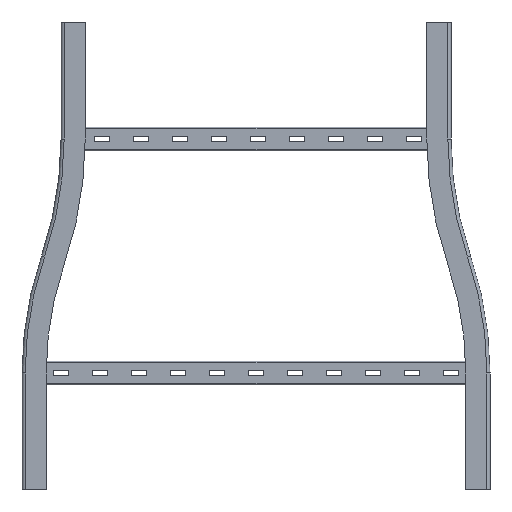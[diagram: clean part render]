
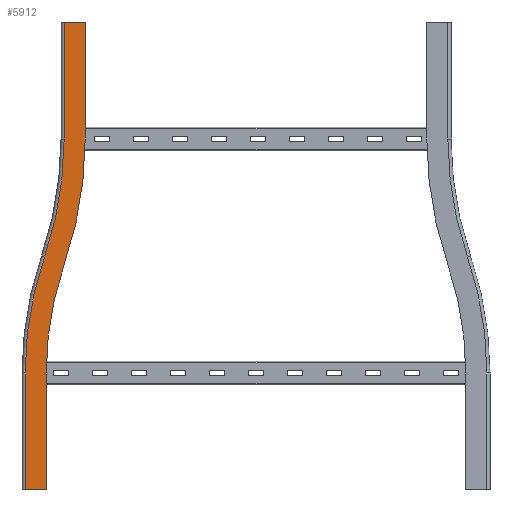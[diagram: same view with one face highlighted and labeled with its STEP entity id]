
A CAD part, front view. The second image highlights one B-rep face of the part: STEP entity #5912.
In plain terms, the highlighted planar face has unit normal (0, -1, 0).
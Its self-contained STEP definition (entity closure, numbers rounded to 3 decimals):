
#170=CIRCLE('',#6331,458.5);
#171=CIRCLE('',#6333,431.5);
#192=CIRCLE('',#6364,466.5);
#193=CIRCLE('',#6366,493.5);
#436=FACE_OUTER_BOUND('',#782,.T.);
#782=EDGE_LOOP('',(#4269,#4270,#4271,#4272,#4273,#4274,#4275,#4276,#4277,
#4278));
#1188=LINE('',#8665,#1886);
#1190=LINE('',#8671,#1888);
#1203=LINE('',#8784,#1901);
#1257=LINE('',#8898,#1955);
#1258=LINE('',#8900,#1956);
#1259=LINE('',#8901,#1957);
#1886=VECTOR('',#6941,10.);
#1888=VECTOR('',#6945,10.);
#1901=VECTOR('',#7092,10.);
#1955=VECTOR('',#7206,10.);
#1956=VECTOR('',#7207,10.);
#1957=VECTOR('',#7208,10.);
#2565=VERTEX_POINT('',#8661);
#2566=VERTEX_POINT('',#8663);
#2568=VERTEX_POINT('',#8668);
#2569=VERTEX_POINT('',#8670);
#2584=VERTEX_POINT('',#8720);
#2586=VERTEX_POINT('',#8725);
#2600=VERTEX_POINT('',#8774);
#2602=VERTEX_POINT('',#8779);
#2632=VERTEX_POINT('',#8894);
#2633=VERTEX_POINT('',#8899);
#3124=EDGE_CURVE('',#2565,#2566,#1188,.T.);
#3126=EDGE_CURVE('',#2568,#2569,#1190,.T.);
#3152=EDGE_CURVE('',#2584,#2565,#170,.T.);
#3154=EDGE_CURVE('',#2586,#2568,#171,.T.);
#3179=EDGE_CURVE('',#2600,#2584,#192,.T.);
#3181=EDGE_CURVE('',#2602,#2586,#193,.T.);
#3183=EDGE_CURVE('',#2569,#2566,#1203,.T.);
#3243=EDGE_CURVE('',#2600,#2632,#1257,.T.);
#3244=EDGE_CURVE('',#2633,#2602,#1258,.T.);
#3245=EDGE_CURVE('',#2632,#2633,#1259,.T.);
#4269=ORIENTED_EDGE('',*,*,#3243,.F.);
#4270=ORIENTED_EDGE('',*,*,#3179,.T.);
#4271=ORIENTED_EDGE('',*,*,#3152,.T.);
#4272=ORIENTED_EDGE('',*,*,#3124,.T.);
#4273=ORIENTED_EDGE('',*,*,#3183,.F.);
#4274=ORIENTED_EDGE('',*,*,#3126,.F.);
#4275=ORIENTED_EDGE('',*,*,#3154,.F.);
#4276=ORIENTED_EDGE('',*,*,#3181,.F.);
#4277=ORIENTED_EDGE('',*,*,#3244,.F.);
#4278=ORIENTED_EDGE('',*,*,#3245,.F.);
#5629=PLANE('',#6398);
#5912=ADVANCED_FACE('',(#436),#5629,.F.);
#6331=AXIS2_PLACEMENT_3D('',#8722,#7010,#7011);
#6333=AXIS2_PLACEMENT_3D('',#8727,#7015,#7016);
#6364=AXIS2_PLACEMENT_3D('',#8776,#7081,#7082);
#6366=AXIS2_PLACEMENT_3D('',#8781,#7086,#7087);
#6398=AXIS2_PLACEMENT_3D('',#8897,#7204,#7205);
#6941=DIRECTION('',(0.,0.,-1.));
#6945=DIRECTION('',(0.,0.,-1.));
#7010=DIRECTION('center_axis',(0.,-1.,0.));
#7011=DIRECTION('ref_axis',(-0.946,0.,0.324));
#7015=DIRECTION('center_axis',(0.,-1.,0.));
#7016=DIRECTION('ref_axis',(-0.946,0.,0.324));
#7081=DIRECTION('center_axis',(0.,1.,0.));
#7082=DIRECTION('ref_axis',(1.,0.,0.));
#7086=DIRECTION('center_axis',(0.,1.,0.));
#7087=DIRECTION('ref_axis',(1.,0.,0.));
#7092=DIRECTION('',(-1.,0.,0.));
#7204=DIRECTION('center_axis',(0.,1.,0.));
#7205=DIRECTION('ref_axis',(0.,0.,1.));
#7206=DIRECTION('',(0.,0.,1.));
#7207=DIRECTION('',(0.,0.,-1.));
#7208=DIRECTION('',(1.,0.,0.));
#8661=CARTESIAN_POINT('',(-77.,0.,-300.));
#8663=CARTESIAN_POINT('',(-77.,0.,-450.));
#8665=CARTESIAN_POINT('',(-77.,0.,-300.));
#8668=CARTESIAN_POINT('',(-50.,0.,-300.));
#8670=CARTESIAN_POINT('',(-50.,0.,-450.));
#8671=CARTESIAN_POINT('',(-50.,0.,-300.));
#8720=CARTESIAN_POINT('',(-52.216,0.,-151.297));
#8722=CARTESIAN_POINT('Origin',(381.5,0.,-300.));
#8725=CARTESIAN_POINT('',(-26.676,0.,-160.054));
#8727=CARTESIAN_POINT('Origin',(381.5,0.,
-300.));
#8774=CARTESIAN_POINT('',(-27.,0.,0.));
#8776=CARTESIAN_POINT('Origin',(-493.5,0.,
0.));
#8779=CARTESIAN_POINT('',(0.,0.,0.));
#8781=CARTESIAN_POINT('Origin',(-493.5,0.,
0.));
#8784=CARTESIAN_POINT('',(-50.,0.,-450.));
#8894=CARTESIAN_POINT('',(-27.,0.,150.));
#8897=CARTESIAN_POINT('Origin',(-70.786,0.,
75.));
#8898=CARTESIAN_POINT('',(-27.,0.,75.));
#8899=CARTESIAN_POINT('',(0.,0.,150.));
#8900=CARTESIAN_POINT('',(0.,0.,0.));
#8901=CARTESIAN_POINT('',(0.,0.,150.));
